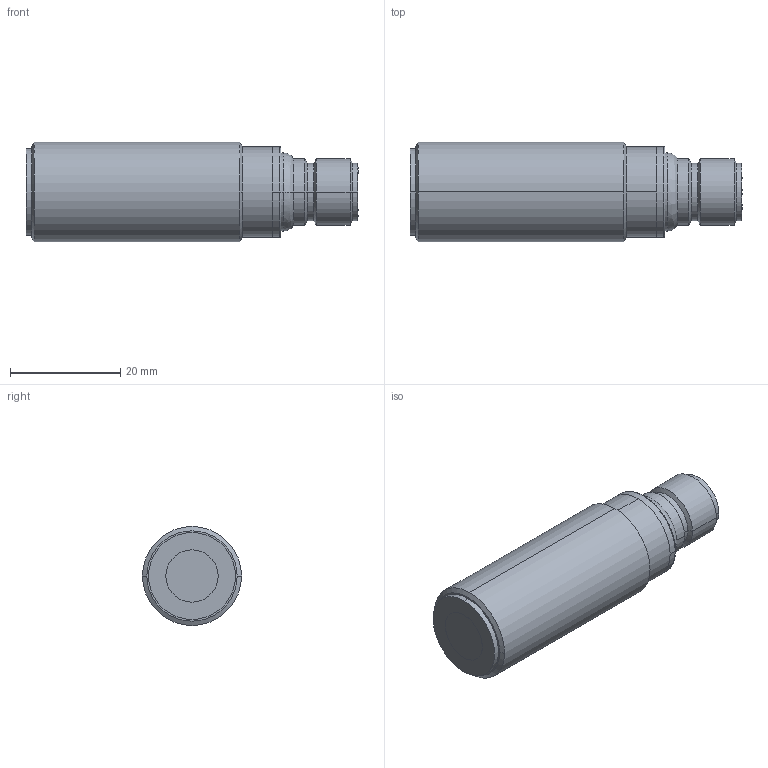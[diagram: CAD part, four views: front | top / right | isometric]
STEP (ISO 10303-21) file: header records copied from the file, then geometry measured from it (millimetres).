
FILE_DESCRIPTION (( 'STEP AP214' ), '1' );
FILE_NAME ('UK6A-DP-0E.step', '2018-04-12T21:44:48', ( '' ), ( '' ), 'SwSTEP 2.0', 'SolidWorks 2017', '' );
FILE_SCHEMA (( 'AUTOMOTIVE_DESIGN' ));
Length unit declared in the file: inch
Products named in the file (1): UK6A-DP-0E
Bounding box: 60.3 x 18 x 18 mm (x, y, z)
Volume: 12438.6 mm3; surface area: 4933.9 mm2
Topology: 4 solids, 4 shells, 86 faces, 202 edges, 122 vertices
Faces by surface type: cylinder 36, cone 21, plane 15, bspline 14
Entity records: 3798 total; most frequent: CARTESIAN_POINT 631, DIRECTION 459, ORIENTED_EDGE 388, AXIS2_PLACEMENT_3D 198, EDGE_CURVE 194, CIRCLE 125, VERTEX_POINT 122, EDGE_LOOP 94
